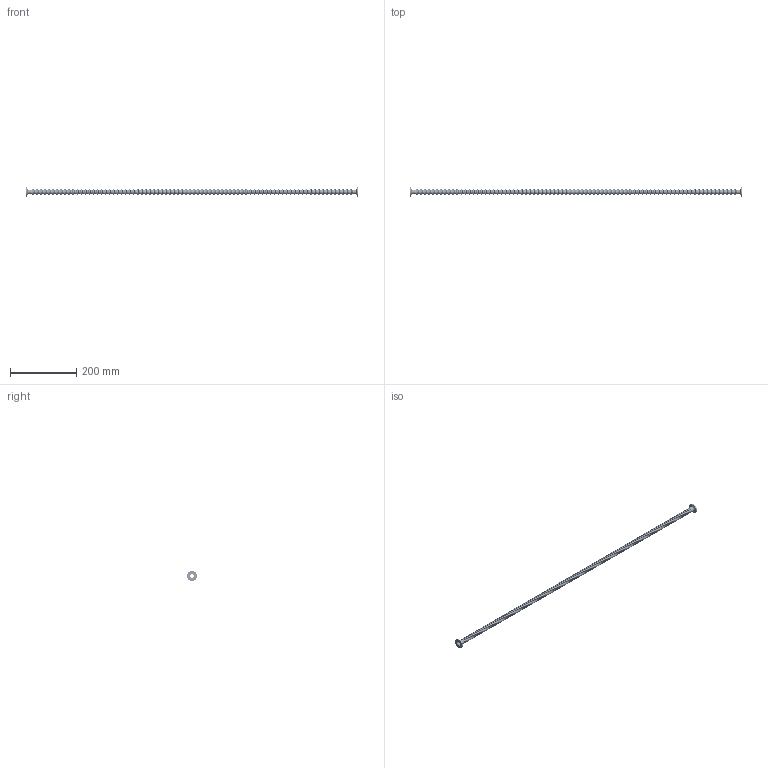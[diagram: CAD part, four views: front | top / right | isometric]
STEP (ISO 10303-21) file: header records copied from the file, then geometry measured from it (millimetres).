
FILE_DESCRIPTION (( 'STEP AP214' ), '1' );
FILE_NAME ('120SWG010-1000.stp', '2017-06-07T11:02:56', ( '' ), ( '' ), 'SwSTEP 2.0', 'SolidWorks 2015', '' );
FILE_SCHEMA (( 'AUTOMOTIVE_DESIGN' ));
Length unit declared in the file: millimetre
Products named in the file (1): 120SWG010-1000
Bounding box: 1000 x 30 x 30 mm (x, y, z)
Volume: 18145.8 mm3; surface area: 162016.5 mm2
Topology: 1 solids, 1 shells, 6817 faces, 13638 edges, 7794 vertices
Faces by surface type: torus 3884, cylinder 1956, plane 973, cone 4
Entity records: 254243 total; most frequent: DIRECTION 38952, CARTESIAN_POINT 28250, ORIENTED_EDGE 27276, AXIS2_PLACEMENT_3D 18496, EDGE_CURVE 13638, CIRCLE 11678, VERTEX_POINT 7794, EDGE_LOOP 7790
